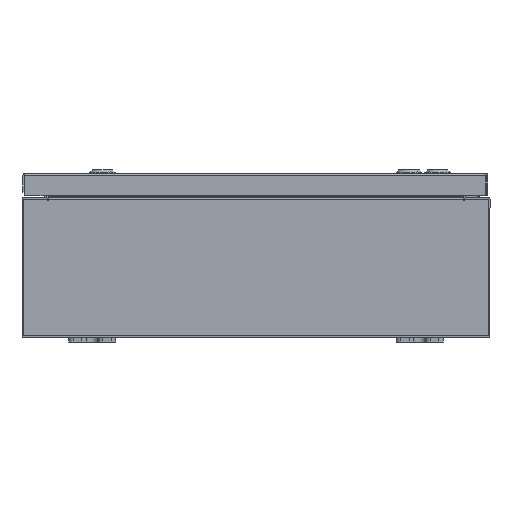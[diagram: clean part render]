
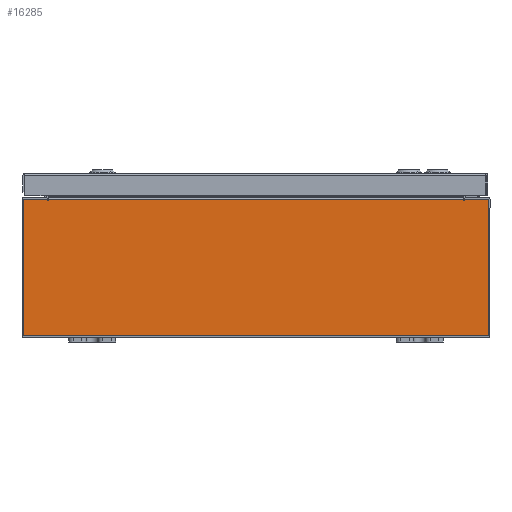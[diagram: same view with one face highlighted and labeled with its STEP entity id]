
A CAD part, front view. The second image highlights one B-rep face of the part: STEP entity #16285.
In plain terms, the highlighted face is planar.
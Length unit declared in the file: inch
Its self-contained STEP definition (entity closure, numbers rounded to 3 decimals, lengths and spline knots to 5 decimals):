
#396 = CARTESIAN_POINT ( 'NONE',  ( -9.9253, 0., -2.9253 ) ) ;
#836 = LINE ( 'NONE', #53912, #50815 ) ;
#2068 = CARTESIAN_POINT ( 'NONE',  ( 9.9253, 0., -2.9253 ) ) ;
#5090 = EDGE_CURVE ( 'NONE', #55662, #29494, #14892, .T. ) ;
#5216 = DIRECTION ( 'NONE',  ( -1., 0., 0. ) ) ;
#6293 = EDGE_CURVE ( 'NONE', #14687, #35803, #31460, .T. ) ;
#7048 = CARTESIAN_POINT ( 'NONE',  ( 9.9253, 0., 2.9253 ) ) ;
#7400 = DIRECTION ( 'NONE',  ( 0., 0., -1. ) ) ;
#7811 = LINE ( 'NONE', #7048, #32033 ) ;
#8477 = LINE ( 'NONE', #13397, #58487 ) ;
#8530 = DIRECTION ( 'NONE',  ( 1., 0., 0. ) ) ;
#11923 = DIRECTION ( 'NONE',  ( 0., 0., -1. ) ) ;
#11969 = EDGE_CURVE ( 'NONE', #16170, #36110, #52286, .T. ) ;
#12401 = ORIENTED_EDGE ( 'NONE', *, *, #46659, .F. ) ;
#12573 = DIRECTION ( 'NONE',  ( 1., 0., 0. ) ) ;
#13397 = CARTESIAN_POINT ( 'NONE',  ( -9.9253, 0., 2.9253 ) ) ;
#14687 = VERTEX_POINT ( 'NONE', #31903 ) ;
#14892 = LINE ( 'NONE', #46436, #37593 ) ;
#14913 = VERTEX_POINT ( 'NONE', #57744 ) ;
#15422 = ORIENTED_EDGE ( 'NONE', *, *, #11969, .F. ) ;
#16170 = VERTEX_POINT ( 'NONE', #41874 ) ;
#16285 = ADVANCED_FACE ( 'NONE', ( #23228 ), #38786, .F. ) ;
#16308 = CIRCLE ( 'NONE', #30121, 0.01868 ) ;
#17042 = VERTEX_POINT ( 'NONE', #33157 ) ;
#17082 = CARTESIAN_POINT ( 'NONE',  ( -9.9253, 0., 2.9253 ) ) ;
#17640 = VERTEX_POINT ( 'NONE', #2068 ) ;
#18057 = CARTESIAN_POINT ( 'NONE',  ( -8.8872, 0., 2.9123 ) ) ;
#18183 = LINE ( 'NONE', #19247, #43954 ) ;
#19247 = CARTESIAN_POINT ( 'NONE',  ( -8.92455, 0., 0. ) ) ;
#19530 = ORIENTED_EDGE ( 'NONE', *, *, #61054, .T. ) ;
#19544 = DIRECTION ( 'NONE',  ( 0., 0., -1. ) ) ;
#19673 = EDGE_CURVE ( 'NONE', #61595, #16170, #16308, .T. ) ;
#21561 = CARTESIAN_POINT ( 'NONE',  ( 8.92455, 0., 2.9253 ) ) ;
#22822 = DIRECTION ( 'NONE',  ( 0., 1., 0. ) ) ;
#23228 = FACE_OUTER_BOUND ( 'NONE', #56286, .T. ) ;
#24609 = DIRECTION ( 'NONE',  ( 0., 0., 1. ) ) ;
#24936 = LINE ( 'NONE', #396, #47685 ) ;
#26292 = CARTESIAN_POINT ( 'NONE',  ( -8.90587, 0., 2.87495 ) ) ;
#26845 = CARTESIAN_POINT ( 'NONE',  ( -8.8872, 0., 0. ) ) ;
#27384 = ORIENTED_EDGE ( 'NONE', *, *, #42487, .F. ) ;
#27925 = ORIENTED_EDGE ( 'NONE', *, *, #6293, .F. ) ;
#28001 = AXIS2_PLACEMENT_3D ( 'NONE', #58097, #48561, #19544 ) ;
#29494 = VERTEX_POINT ( 'NONE', #33207 ) ;
#30121 = AXIS2_PLACEMENT_3D ( 'NONE', #51874, #22822, #56738 ) ;
#31158 = DIRECTION ( 'NONE',  ( 0., 0., -1. ) ) ;
#31460 = CIRCLE ( 'NONE', #43453, 0.01868 ) ;
#31903 = CARTESIAN_POINT ( 'NONE',  ( -8.8872, 0., 2.87495 ) ) ;
#32033 = VECTOR ( 'NONE', #11923, 39.37008 ) ;
#33157 = CARTESIAN_POINT ( 'NONE',  ( -8.92455, 0., 2.9253 ) ) ;
#33207 = CARTESIAN_POINT ( 'NONE',  ( 9.9253, 0., 2.9253 ) ) ;
#34358 = ORIENTED_EDGE ( 'NONE', *, *, #5090, .T. ) ;
#35488 = CARTESIAN_POINT ( 'NONE',  ( -8.92455, 0., 2.87495 ) ) ;
#35557 = CARTESIAN_POINT ( 'NONE',  ( 8.92455, 0., 2.87495 ) ) ;
#35803 = VERTEX_POINT ( 'NONE', #35488 ) ;
#36110 = VERTEX_POINT ( 'NONE', #52871 ) ;
#36493 = VERTEX_POINT ( 'NONE', #44974 ) ;
#37593 = VECTOR ( 'NONE', #12573, 39.37008 ) ;
#38411 = LINE ( 'NONE', #26845, #62697 ) ;
#38786 = PLANE ( 'NONE',  #28001 ) ;
#38946 = EDGE_CURVE ( 'NONE', #29494, #17640, #7811, .T. ) ;
#40395 = EDGE_CURVE ( 'NONE', #36493, #42920, #8477, .T. ) ;
#40653 = LINE ( 'NONE', #55686, #42207 ) ;
#41866 = ORIENTED_EDGE ( 'NONE', *, *, #60017, .T. ) ;
#41874 = CARTESIAN_POINT ( 'NONE',  ( 8.8872, 0., 2.87495 ) ) ;
#42207 = VECTOR ( 'NONE', #7400, 39.37008 ) ;
#42403 = DIRECTION ( 'NONE',  ( 0., 0., 1. ) ) ;
#42487 = EDGE_CURVE ( 'NONE', #35803, #17042, #18183, .T. ) ;
#42920 = VERTEX_POINT ( 'NONE', #17082 ) ;
#43376 = DIRECTION ( 'NONE',  ( 0., 0., 1. ) ) ;
#43453 = AXIS2_PLACEMENT_3D ( 'NONE', #26292, #60185, #31158 ) ;
#43954 = VECTOR ( 'NONE', #43376, 39.37008 ) ;
#44974 = CARTESIAN_POINT ( 'NONE',  ( -9.9253, 0., -2.9253 ) ) ;
#46436 = CARTESIAN_POINT ( 'NONE',  ( -9.9253, 0., 2.9253 ) ) ;
#46659 = EDGE_CURVE ( 'NONE', #55662, #61595, #40653, .T. ) ;
#47685 = VECTOR ( 'NONE', #5216, 39.37008 ) ;
#48561 = DIRECTION ( 'NONE',  ( 0., -1., 0. ) ) ;
#48784 = CARTESIAN_POINT ( 'NONE',  ( 8.8872, 0., 0. ) ) ;
#49323 = ORIENTED_EDGE ( 'NONE', *, *, #19673, .F. ) ;
#49821 = ORIENTED_EDGE ( 'NONE', *, *, #56126, .T. ) ;
#50815 = VECTOR ( 'NONE', #59013, 39.37008 ) ;
#51874 = CARTESIAN_POINT ( 'NONE',  ( 8.90588, 0., 2.87495 ) ) ;
#52286 = LINE ( 'NONE', #48784, #53780 ) ;
#52871 = CARTESIAN_POINT ( 'NONE',  ( 8.8872, 0., 2.9123 ) ) ;
#53780 = VECTOR ( 'NONE', #24609, 39.37008 ) ;
#53912 = CARTESIAN_POINT ( 'NONE',  ( -9.9253, 0., 2.9253 ) ) ;
#55662 = VERTEX_POINT ( 'NONE', #21561 ) ;
#55686 = CARTESIAN_POINT ( 'NONE',  ( 8.92455, 0., 0. ) ) ;
#56126 = EDGE_CURVE ( 'NONE', #42920, #17042, #836, .T. ) ;
#56286 = EDGE_LOOP ( 'NONE', ( #27384, #27925, #62562, #19530, #15422, #49323, #12401, #34358, #61725, #41866, #60126, #49821 ) ) ;
#56738 = DIRECTION ( 'NONE',  ( 0., 0., -1. ) ) ;
#57744 = CARTESIAN_POINT ( 'NONE',  ( -8.8872, 0., 2.9123 ) ) ;
#58097 = CARTESIAN_POINT ( 'NONE',  ( 0., 0., 0. ) ) ;
#58487 = VECTOR ( 'NONE', #42403, 39.37008 ) ;
#58974 = VECTOR ( 'NONE', #8530, 39.37008 ) ;
#59013 = DIRECTION ( 'NONE',  ( 1., 0., 0. ) ) ;
#60017 = EDGE_CURVE ( 'NONE', #17640, #36493, #24936, .T. ) ;
#60126 = ORIENTED_EDGE ( 'NONE', *, *, #40395, .T. ) ;
#60185 = DIRECTION ( 'NONE',  ( 0., 1., 0. ) ) ;
#60491 = LINE ( 'NONE', #18057, #58974 ) ;
#60724 = DIRECTION ( 'NONE',  ( 0., 0., -1. ) ) ;
#61054 = EDGE_CURVE ( 'NONE', #14913, #36110, #60491, .T. ) ;
#61595 = VERTEX_POINT ( 'NONE', #35557 ) ;
#61725 = ORIENTED_EDGE ( 'NONE', *, *, #38946, .T. ) ;
#62357 = EDGE_CURVE ( 'NONE', #14913, #14687, #38411, .T. ) ;
#62562 = ORIENTED_EDGE ( 'NONE', *, *, #62357, .F. ) ;
#62697 = VECTOR ( 'NONE', #60724, 39.37008 ) ;
